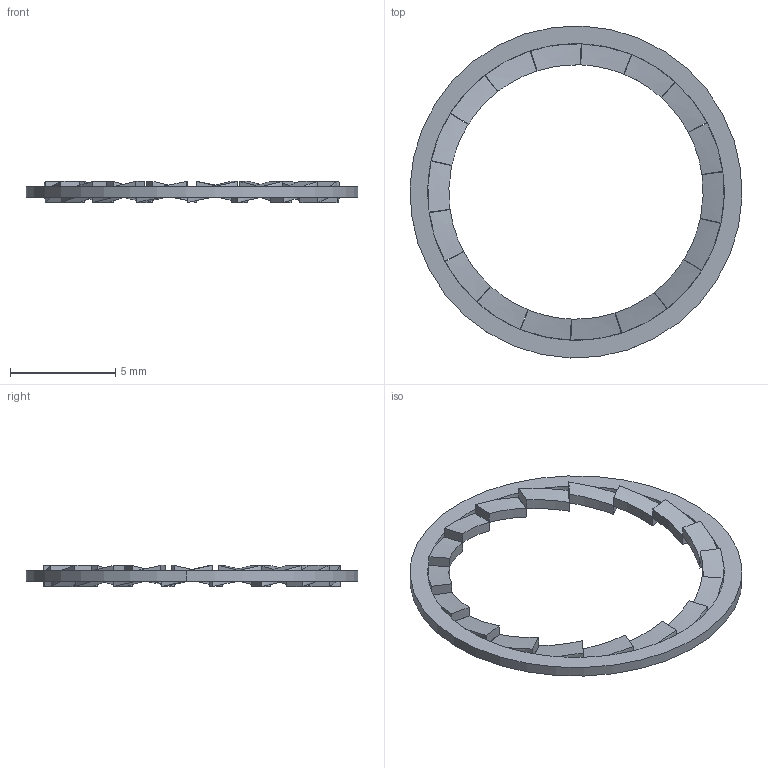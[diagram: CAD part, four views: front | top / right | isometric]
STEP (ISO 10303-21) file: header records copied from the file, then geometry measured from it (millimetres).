
FILE_DESCRIPTION((''),'2;1');
FILE_NAME('LEMO_EDA-02834-V1-0_Part4.stp','2013-09-19T12:17:00',(''),(''),'Mechanical Desktop 2011','Mechanical Desktop 2011',', , ');
FILE_SCHEMA(('AUTOMOTIVE_DESIGN { 1 2 10303 214 1 1 1 1 }'));
Length unit declared in the file: millimetre
Products named in the file (1): Product
Bounding box: 15.79 x 15.79 x 1 mm (x, y, z)
Volume: 40.8 mm3; surface area: 236.7 mm2
Topology: 1 solids, 1 shells, 148 faces, 372 edges, 226 vertices
Faces by surface type: cylinder 74, plane 38, bspline 36
Entity records: 5143 total; most frequent: CARTESIAN_POINT 1847, ORIENTED_EDGE 744, DIRECTION 564, EDGE_CURVE 372, VERTEX_POINT 226, AXIS2_PLACEMENT_3D 191, VECTOR 182, LINE 182
